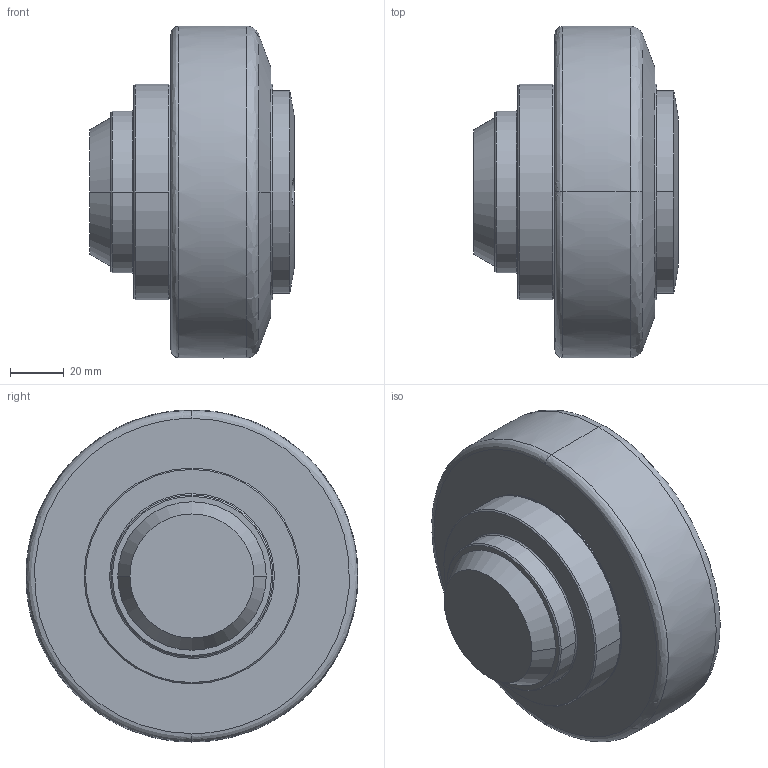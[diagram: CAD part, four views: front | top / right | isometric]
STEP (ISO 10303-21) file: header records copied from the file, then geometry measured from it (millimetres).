
FILE_DESCRIPTION (( 'STEP AP214' ), '1' );
FILE_NAME ('TR-120.0360-Rollco.step', '2023-04-28T07:40:26', ( '' ), ( '' ), 'SwSTEP 2.0', 'SolidWorks 2010', '' );
FILE_SCHEMA (( 'AUTOMOTIVE_DESIGN' ));
Length unit declared in the file: millimetre
Products named in the file (1): TR-120.0360-Rollco
Bounding box: 75.8 x 122.97 x 123 mm (x, y, z)
Volume: 567722.2 mm3; surface area: 43862.9 mm2
Topology: 1 solids, 2 shells, 74 faces, 164 edges, 102 vertices
Faces by surface type: cylinder 29, cone 20, plane 13, bspline 10, torus 2
Entity records: 2983 total; most frequent: CARTESIAN_POINT 900, DIRECTION 378, ORIENTED_EDGE 328, AXIS2_PLACEMENT_3D 165, EDGE_CURVE 164, VERTEX_POINT 102, CIRCLE 100, EDGE_LOOP 82
